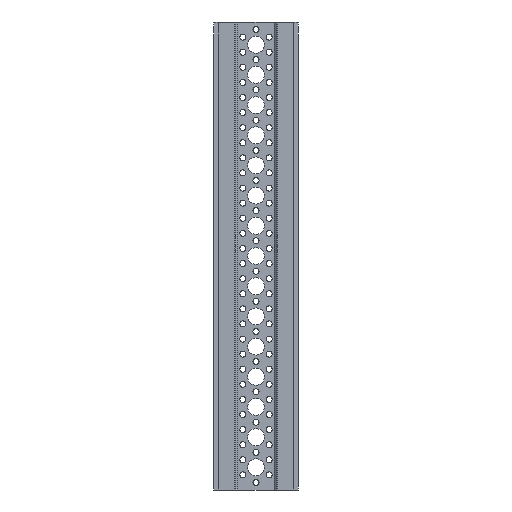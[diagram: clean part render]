
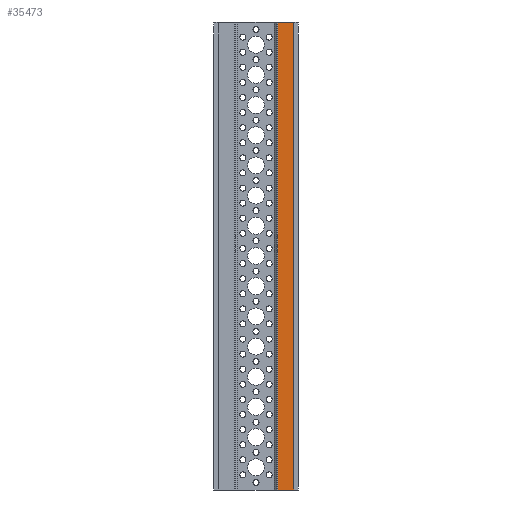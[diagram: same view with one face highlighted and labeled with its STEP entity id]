
A CAD part, front view. The second image highlights one B-rep face of the part: STEP entity #35473.
In plain terms, the highlighted planar face has unit normal (0, -1, 0).
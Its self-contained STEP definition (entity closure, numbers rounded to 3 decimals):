
#86 = DIRECTION ( 'NONE',  ( 1., 0., 0. ) ) ;
#268 = ORIENTED_EDGE ( 'NONE', *, *, #2650, .F. ) ;
#657 = ORIENTED_EDGE ( 'NONE', *, *, #38921, .T. ) ;
#1261 = CARTESIAN_POINT ( 'NONE',  ( 20., 16.5, 124. ) ) ;
#2054 = FACE_OUTER_BOUND ( 'NONE', #40035, .T. ) ;
#2650 = EDGE_CURVE ( 'NONE', #2754, #10018, #23949, .T. ) ;
#2754 = VERTEX_POINT ( 'NONE', #10403 ) ;
#4236 = VECTOR ( 'NONE', #38871, 1000. ) ;
#5498 = ORIENTED_EDGE ( 'NONE', *, *, #16905, .T. ) ;
#6194 = AXIS2_PLACEMENT_3D ( 'NONE', #28231, #11189, #40542 ) ;
#8892 = CARTESIAN_POINT ( 'NONE',  ( -20., 16.5, 124. ) ) ;
#10018 = VERTEX_POINT ( 'NONE', #39201 ) ;
#10403 = CARTESIAN_POINT ( 'NONE',  ( 20., 16.5, 124. ) ) ;
#11189 = DIRECTION ( 'NONE',  ( 0., 1., 0. ) ) ;
#13854 = VECTOR ( 'NONE', #86, 1000. ) ;
#14029 = VECTOR ( 'NONE', #43122, 1000. ) ;
#16905 = EDGE_CURVE ( 'NONE', #29443, #10018, #34943, .T. ) ;
#18899 = EDGE_CURVE ( 'NONE', #51338, #2754, #50199, .T. ) ;
#21925 = CARTESIAN_POINT ( 'NONE',  ( 11.407, 16.5, -124. ) ) ;
#23949 = LINE ( 'NONE', #1261, #14029 ) ;
#28231 = CARTESIAN_POINT ( 'NONE',  ( -20., 16.5, 124. ) ) ;
#29443 = VERTEX_POINT ( 'NONE', #41791 ) ;
#32287 = VECTOR ( 'NONE', #44441, 1000. ) ;
#32919 = CARTESIAN_POINT ( 'NONE',  ( -20., 16.5, -124. ) ) ;
#34943 = LINE ( 'NONE', #32919, #32287 ) ;
#35473 = ADVANCED_FACE ( 'NONE', ( #2054 ), #36321, .F. ) ;
#36321 = PLANE ( 'NONE',  #6194 ) ;
#38871 = DIRECTION ( 'NONE',  ( 0., 0., -1. ) ) ;
#38921 = EDGE_CURVE ( 'NONE', #51338, #29443, #51013, .T. ) ;
#39201 = CARTESIAN_POINT ( 'NONE',  ( 20., 16.5, -124. ) ) ;
#40035 = EDGE_LOOP ( 'NONE', ( #46040, #657, #5498, #268 ) ) ;
#40542 = DIRECTION ( 'NONE',  ( -1., 0., 0. ) ) ;
#41791 = CARTESIAN_POINT ( 'NONE',  ( 11.407, 16.5, -124. ) ) ;
#42323 = CARTESIAN_POINT ( 'NONE',  ( 11.407, 16.5, 124. ) ) ;
#43122 = DIRECTION ( 'NONE',  ( 0., 0., -1. ) ) ;
#44441 = DIRECTION ( 'NONE',  ( 1., 0., 0. ) ) ;
#46040 = ORIENTED_EDGE ( 'NONE', *, *, #18899, .F. ) ;
#50199 = LINE ( 'NONE', #8892, #13854 ) ;
#51013 = LINE ( 'NONE', #21925, #4236 ) ;
#51338 = VERTEX_POINT ( 'NONE', #42323 ) ;
